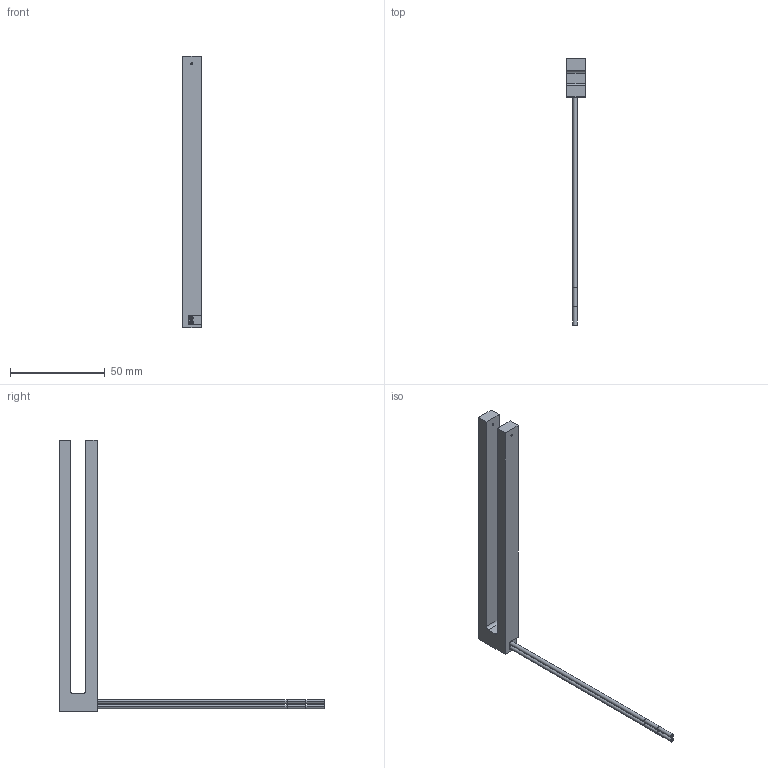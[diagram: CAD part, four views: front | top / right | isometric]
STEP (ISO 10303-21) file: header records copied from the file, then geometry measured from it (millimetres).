
FILE_DESCRIPTION((''),'2;1');
FILE_NAME('193374_ASM','2016-03-02T',('pdmadmin'),(''),'PRO/ENGINEER BY PARAMETRIC TECHNOLOGY CORPORATION, 2013230','PRO/ENGINEER BY PARAMETRIC TECHNOLOGY CORPORATION, 2013230','');
FILE_SCHEMA(('CONFIG_CONTROL_DESIGN'));
Length unit declared in the file: inch
Products named in the file (5): 66754; 51022; 68620_ASM; 68620_POTTING; 193374_ASM
Assembly tree (5 placements, depth 3):
  193374_ASM
    68620_ASM
      66754
      51022  x2
    68620_POTTING
Bounding box: 9.53 x 140.07 x 142.88 mm (x, y, z)
Volume: 17871.7 mm3; surface area: 21278.7 mm2
Topology: 4 solids, 6 shells, 82 faces, 206 edges, 132 vertices
Faces by surface type: cylinder 40, plane 34, bspline 8
Entity records: 2443 total; most frequent: CARTESIAN_POINT 561, DIRECTION 396, ORIENTED_EDGE 352, EDGE_CURVE 178, AXIS2_PLACEMENT_3D 143, VERTEX_POINT 116, VECTOR 110, LINE 110
